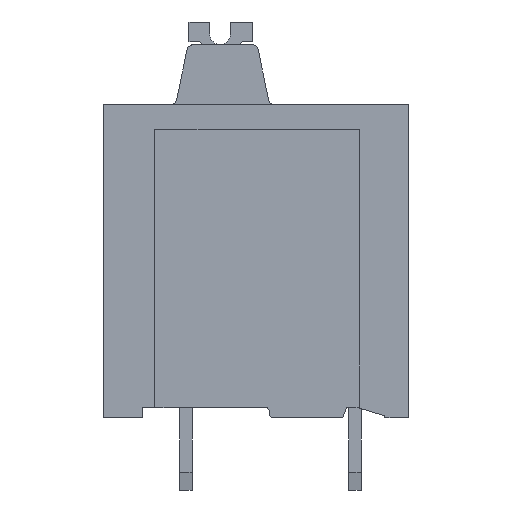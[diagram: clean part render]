
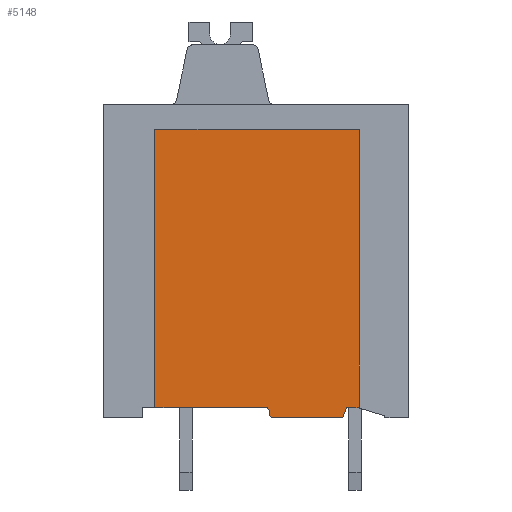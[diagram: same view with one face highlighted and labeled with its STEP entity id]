
A CAD part, left-side view. The second image highlights one B-rep face of the part: STEP entity #5148.
In plain terms, the highlighted planar face has unit normal (-1, 0, 0).
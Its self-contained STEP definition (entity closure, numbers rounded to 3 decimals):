
#774=AXIS2_PLACEMENT_3D('Circle Axis2P3D',#772,#773,$) ;
#817=AXIS2_PLACEMENT_3D('Circle Axis2P3D',#815,#816,$) ;
#5114=AXIS2_PLACEMENT_3D('Plane Axis2P3D',#5111,#5112,#5113) ;
#687=CARTESIAN_POINT('Vertex',(1.1,3.,4.)) ;
#694=CARTESIAN_POINT('Vertex',(1.1,2.5,4.)) ;
#697=CARTESIAN_POINT('Line Origine',(1.1,2.75,4.)) ;
#719=CARTESIAN_POINT('Vertex',(1.1,3.2,3.5)) ;
#722=CARTESIAN_POINT('Line Origine',(1.1,3.1,3.75)) ;
#744=CARTESIAN_POINT('Vertex',(1.1,6.55,3.5)) ;
#747=CARTESIAN_POINT('Line Origine',(1.1,4.875,3.5)) ;
#769=CARTESIAN_POINT('Vertex',(1.1,6.75,3.7)) ;
#772=CARTESIAN_POINT('Axis2P3D Location',(1.1,6.55,3.7)) ;
#794=CARTESIAN_POINT('Vertex',(1.1,6.75,3.8)) ;
#797=CARTESIAN_POINT('Line Origine',(1.1,6.75,3.75)) ;
#815=CARTESIAN_POINT('Axis2P3D Location',(1.1,6.95,3.8)) ;
#819=CARTESIAN_POINT('Vertex',(1.1,6.95,4.)) ;
#849=CARTESIAN_POINT('Line Origine',(1.1,9.625,4.)) ;
#853=CARTESIAN_POINT('Vertex',(1.1,12.3,4.)) ;
#4603=CARTESIAN_POINT('Vertex',(1.1,2.4,3.97)) ;
#4606=CARTESIAN_POINT('Line Origine',(1.1,2.45,3.985)) ;
#5111=CARTESIAN_POINT('Axis2P3D Location',(1.1,2.4,0.)) ;
#5116=CARTESIAN_POINT('Line Origine',(1.1,2.4,10.735)) ;
#5120=CARTESIAN_POINT('Vertex',(1.1,2.4,17.5)) ;
#5123=CARTESIAN_POINT('Line Origine',(1.1,7.35,17.5)) ;
#5127=CARTESIAN_POINT('Vertex',(1.1,12.3,17.5)) ;
#5130=CARTESIAN_POINT('Line Origine',(1.1,12.3,10.75)) ;
#698=DIRECTION('Vector Direction',(0.,1.,0.)) ;
#723=DIRECTION('Vector Direction',(0.,0.371,-0.928)) ;
#748=DIRECTION('Vector Direction',(0.,1.,0.)) ;
#773=DIRECTION('Axis2P3D Direction',(-1.,0.,0.)) ;
#798=DIRECTION('Vector Direction',(0.,0.,1.)) ;
#816=DIRECTION('Axis2P3D Direction',(-1.,0.,0.)) ;
#850=DIRECTION('Vector Direction',(0.,1.,0.)) ;
#4607=DIRECTION('Vector Direction',(0.,-0.959,-0.284)) ;
#5112=DIRECTION('Axis2P3D Direction',(1.,0.,0.)) ;
#5113=DIRECTION('Axis2P3D XDirection',(0.,1.,0.)) ;
#5117=DIRECTION('Vector Direction',(0.,0.,1.)) ;
#5124=DIRECTION('Vector Direction',(0.,1.,0.)) ;
#5131=DIRECTION('Vector Direction',(0.,0.,1.)) ;
#699=VECTOR('Line Direction',#698,1.) ;
#724=VECTOR('Line Direction',#723,1.) ;
#749=VECTOR('Line Direction',#748,1.) ;
#799=VECTOR('Line Direction',#798,1.) ;
#851=VECTOR('Line Direction',#850,1.) ;
#4608=VECTOR('Line Direction',#4607,1.) ;
#5118=VECTOR('Line Direction',#5117,1.) ;
#5125=VECTOR('Line Direction',#5124,1.) ;
#5132=VECTOR('Line Direction',#5131,1.) ;
#5136=ORIENTED_EDGE('',*,*,#855,.F.) ;
#5137=ORIENTED_EDGE('',*,*,#821,.T.) ;
#5138=ORIENTED_EDGE('',*,*,#801,.F.) ;
#5139=ORIENTED_EDGE('',*,*,#776,.F.) ;
#5140=ORIENTED_EDGE('',*,*,#751,.F.) ;
#5141=ORIENTED_EDGE('',*,*,#726,.F.) ;
#5142=ORIENTED_EDGE('',*,*,#701,.F.) ;
#5143=ORIENTED_EDGE('',*,*,#4610,.T.) ;
#5144=ORIENTED_EDGE('',*,*,#5122,.T.) ;
#5145=ORIENTED_EDGE('',*,*,#5129,.T.) ;
#5146=ORIENTED_EDGE('',*,*,#5134,.F.) ;
#5148=ADVANCED_FACE('_LMF 5.00/24/180  3.5SN OR BX 1330420000',(#5147),#5115,.F.) ;
#775=CIRCLE('generated circle',#774,0.2) ;
#818=CIRCLE('generated circle',#817,0.2) ;
#701=EDGE_CURVE('',#695,#688,#700,.T.) ;
#726=EDGE_CURVE('',#688,#720,#725,.T.) ;
#751=EDGE_CURVE('',#720,#745,#750,.T.) ;
#776=EDGE_CURVE('',#745,#770,#775,.F.) ;
#801=EDGE_CURVE('',#770,#795,#800,.T.) ;
#821=EDGE_CURVE('',#820,#795,#818,.F.) ;
#855=EDGE_CURVE('',#820,#854,#852,.T.) ;
#4610=EDGE_CURVE('',#695,#4604,#4609,.T.) ;
#5122=EDGE_CURVE('',#4604,#5121,#5119,.T.) ;
#5129=EDGE_CURVE('',#5121,#5128,#5126,.T.) ;
#5134=EDGE_CURVE('',#854,#5128,#5133,.T.) ;
#5135=EDGE_LOOP('',(#5136,#5137,#5138,#5139,#5140,#5141,#5142,#5143,#5144,#5145,#5146)) ;
#5147=FACE_OUTER_BOUND('',#5135,.T.) ;
#700=LINE('Line',#697,#699) ;
#725=LINE('Line',#722,#724) ;
#750=LINE('Line',#747,#749) ;
#800=LINE('Line',#797,#799) ;
#852=LINE('Line',#849,#851) ;
#4609=LINE('Line',#4606,#4608) ;
#5119=LINE('Line',#5116,#5118) ;
#5126=LINE('Line',#5123,#5125) ;
#5133=LINE('Line',#5130,#5132) ;
#5115=PLANE('',#5114) ;
#688=VERTEX_POINT('',#687) ;
#695=VERTEX_POINT('',#694) ;
#720=VERTEX_POINT('',#719) ;
#745=VERTEX_POINT('',#744) ;
#770=VERTEX_POINT('',#769) ;
#795=VERTEX_POINT('',#794) ;
#820=VERTEX_POINT('',#819) ;
#854=VERTEX_POINT('',#853) ;
#4604=VERTEX_POINT('',#4603) ;
#5121=VERTEX_POINT('',#5120) ;
#5128=VERTEX_POINT('',#5127) ;
